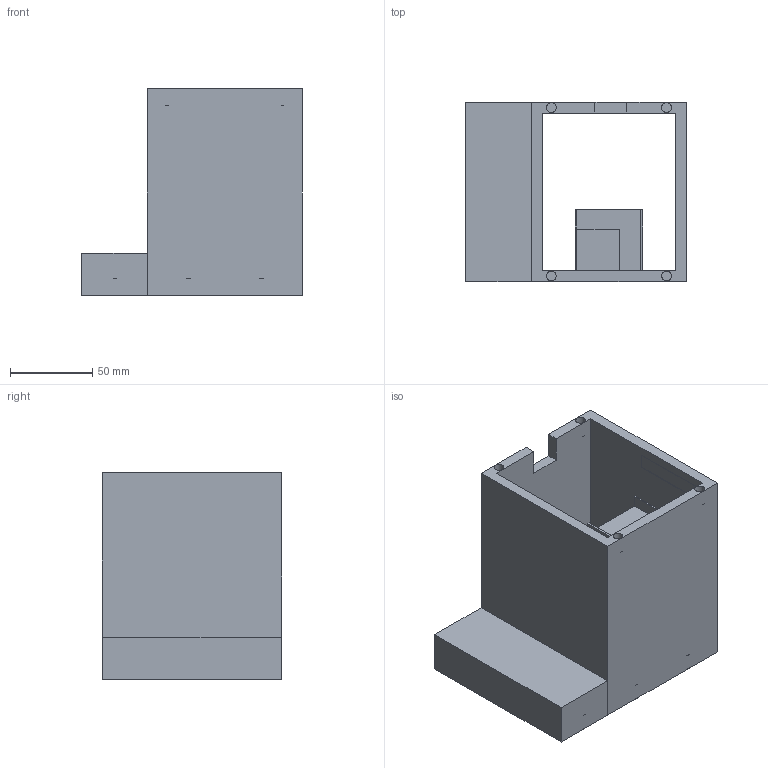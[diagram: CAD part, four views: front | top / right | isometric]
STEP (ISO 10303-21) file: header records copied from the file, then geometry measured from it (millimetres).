
FILE_DESCRIPTION(/* description */ (''),/* implementation_level */ '2;1');
FILE_NAME(/* name */ 'moduloReconocimiento.step',/* time_stamp */ '2024-01-30T23:42:03+01:00',/* author */ (''),/* organization */ (''),/* preprocessor_version */ 'ST-DEVELOPER v20',/* originating_system */ 'Autodesk Translation Framework v12.14.0.127',/* authorisation */ '');
FILE_SCHEMA (('AUTOMOTIVE_DESIGN { 1 0 10303 214 3 1 1 }'));
Length unit declared in the file: millimetre
Products named in the file (1): ParteSuperiorBase
Bounding box: 134.1 x 108.7 x 125.53 mm (x, y, z)
Volume: 350278.8 mm3; surface area: 118583 mm2
Topology: 1 solids, 1 shells, 79 faces, 193 edges, 123 vertices
Faces by surface type: plane 63, cylinder 14, bspline 2
Full cylindrical faces by diameter (mm): 5.5 x1, 6 x4, 6.2 x6
Entity records: 2357 total; most frequent: CARTESIAN_POINT 422, DIRECTION 388, ORIENTED_EDGE 386, EDGE_CURVE 193, LINE 154, VECTOR 154, VERTEX_POINT 123, AXIS2_PLACEMENT_3D 117
